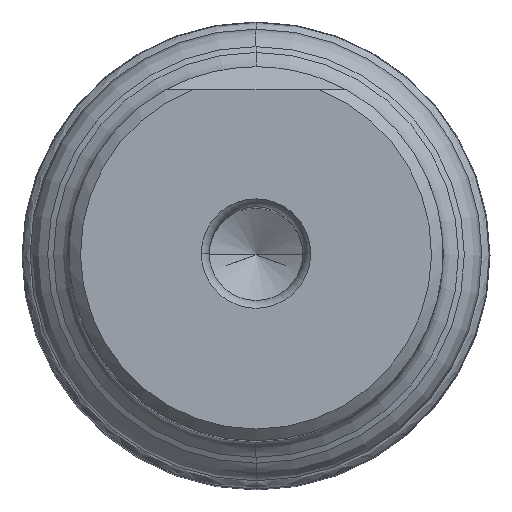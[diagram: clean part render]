
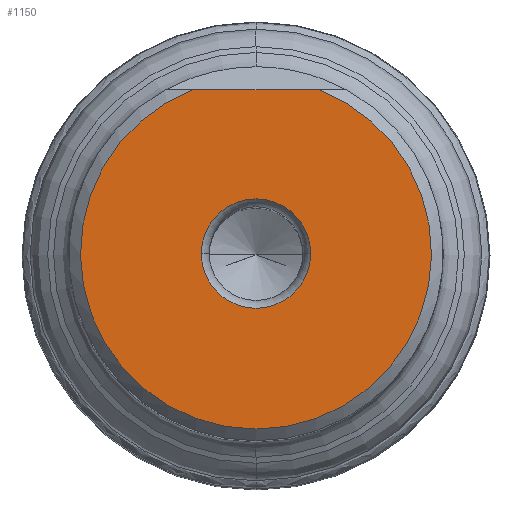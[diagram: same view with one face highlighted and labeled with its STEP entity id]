
A CAD part, top view. The second image highlights one B-rep face of the part: STEP entity #1150.
In plain terms, the highlighted face is planar.
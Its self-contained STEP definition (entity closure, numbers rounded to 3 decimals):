
#416=CARTESIAN_POINT('',(0.,0.,0.));
#417=DIRECTION('',(0.,0.,-1.));
#418=DIRECTION('',(0.359,0.933,0.));
#419=AXIS2_PLACEMENT_3D('',#416,#417,#418);
#440=DIRECTION('',(-1.,0.,0.));
#441=VECTOR('',#440,10.77);
#442=CARTESIAN_POINT('',(5.385,14.,0.));
#443=LINE('',#442,#441);
#447=CARTESIAN_POINT('',(0.,0.,0.));
#448=DIRECTION('',(0.,0.,-1.));
#449=DIRECTION('',(1.,0.,0.));
#450=AXIS2_PLACEMENT_3D('',#447,#448,#449);
#455=CARTESIAN_POINT('',(0.,0.,0.));
#456=DIRECTION('',(0.,0.,-1.));
#457=DIRECTION('',(-1.,0.,0.));
#458=AXIS2_PLACEMENT_3D('',#455,#456,#457);
#662=CARTESIAN_POINT('',(5.385,14.,0.));
#663=CARTESIAN_POINT('',(-5.385,14.,0.));
#664=VERTEX_POINT('',#662);
#665=VERTEX_POINT('',#663);
#693=CARTESIAN_POINT('',(4.677,0.,0.));
#694=CARTESIAN_POINT('',(-4.677,0.,0.));
#695=VERTEX_POINT('',#693);
#696=VERTEX_POINT('',#694);
#1134=CARTESIAN_POINT('',(0.,0.,0.));
#1135=DIRECTION('',(0.,0.,-1.));
#1136=DIRECTION('',(0.,-1.,0.));
#1137=AXIS2_PLACEMENT_3D('',#1134,#1135,#1136);
#1138=PLANE('',#1137);
#1140=ORIENTED_EDGE('',*,*,#1139,.T.);
#1141=ORIENTED_EDGE('',*,*,#1123,.F.);
#1142=EDGE_LOOP('',(#1140,#1141));
#1143=FACE_OUTER_BOUND('',#1142,.F.);
#1145=ORIENTED_EDGE('',*,*,#1144,.T.);
#1147=ORIENTED_EDGE('',*,*,#1146,.T.);
#1148=EDGE_LOOP('',(#1145,#1147));
#1149=FACE_BOUND('',#1148,.F.);
#1150=ADVANCED_FACE('',(#1143,#1149),#1138,.T.);
#420=CIRCLE('',#419,15.);
#451=CIRCLE('',#450,4.677);
#459=CIRCLE('',#458,4.677);
#1123=EDGE_CURVE('',#664,#665,#420,.T.);
#1139=EDGE_CURVE('',#664,#665,#443,.T.);
#1144=EDGE_CURVE('',#695,#696,#451,.T.);
#1146=EDGE_CURVE('',#696,#695,#459,.T.);
